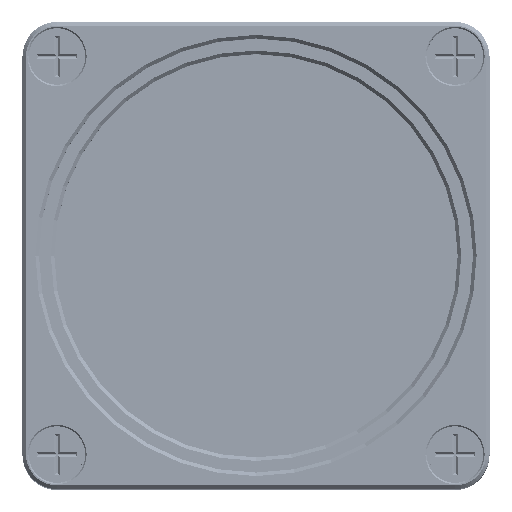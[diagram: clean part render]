
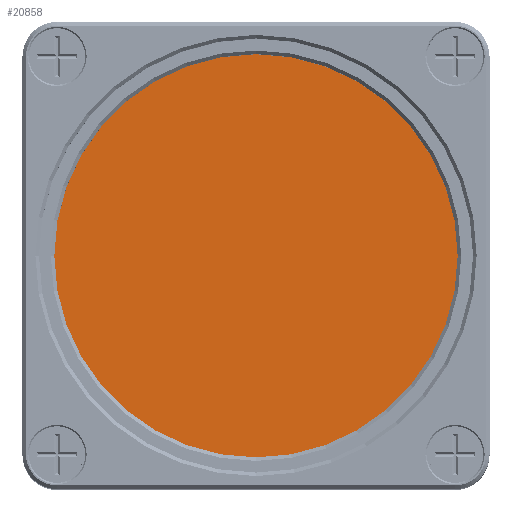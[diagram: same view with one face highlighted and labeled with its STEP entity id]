
A CAD part, top view. The second image highlights one B-rep face of the part: STEP entity #20858.
In plain terms, the highlighted planar face has unit normal (0, 0, 1).
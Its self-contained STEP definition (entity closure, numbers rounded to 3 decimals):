
#17587=FACE_OUTER_BOUND('',#32840,.T.);
#20858=ADVANCED_FACE('',(#17587),#23617,.T.);
#23617=PLANE('',#60908);
#32840=EDGE_LOOP('',(#36975));
#36975=ORIENTED_EDGE('',*,*,#52708,.T.);
#48491=VERTEX_POINT('',#79988);
#52708=EDGE_CURVE('',#48491,#48491,#58468,.T.);
#58468=CIRCLE('',#60905,12.5);
#60905=AXIS2_PLACEMENT_3D('',#79987,#66643,#66644);
#60908=AXIS2_PLACEMENT_3D('',#79992,#66649,#66650);
#66643=DIRECTION('',(0.,0.,1.));
#66644=DIRECTION('',(1.,0.,0.));
#66649=DIRECTION('',(0.,0.,1.));
#66650=DIRECTION('',(1.,0.,0.));
#79987=CARTESIAN_POINT('',(0.,0.,1.1));
#79988=CARTESIAN_POINT('',(12.5,0.,1.1));
#79992=CARTESIAN_POINT('',(0.,0.,1.1));
